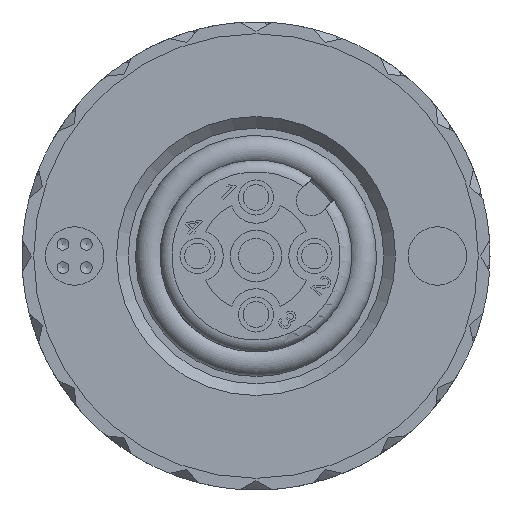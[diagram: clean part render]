
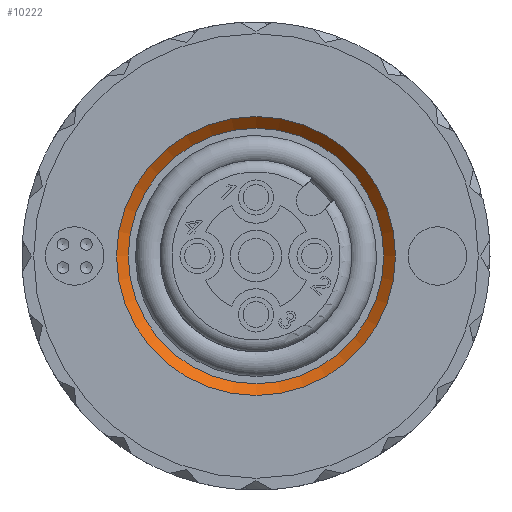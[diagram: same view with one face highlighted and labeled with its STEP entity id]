
A CAD part, front view. The second image highlights one B-rep face of the part: STEP entity #10222.
In plain terms, the highlighted conical face has half-angle 45 degrees and reference radius 5.71 mm.
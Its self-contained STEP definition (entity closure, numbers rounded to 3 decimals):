
#405 = CYLINDRICAL_SURFACE('',#406,5.46);
#406 = AXIS2_PLACEMENT_3D('',#407,#408,#409);
#407 = CARTESIAN_POINT('',(0.,-5.6,0.));
#408 = DIRECTION('',(0.,1.,0.));
#409 = DIRECTION('',(1.,0.,0.));
#1293 = PLANE('',#1294);
#1294 = AXIS2_PLACEMENT_3D('',#1295,#1296,#1297);
#1295 = CARTESIAN_POINT('',(7.48,-14.6,0.));
#1296 = DIRECTION('',(0.,-1.,0.));
#1297 = DIRECTION('',(0.,0.,1.));
#9963 = VERTEX_POINT('',#9964);
#9964 = CARTESIAN_POINT('',(5.46,-14.1,0.));
#9984 = EDGE_CURVE('',#9963,#9963,#9985,.T.);
#9985 = SURFACE_CURVE('',#9986,(#9991,#10020),.PCURVE_S1.);
#9986 = CIRCLE('',#9987,5.46);
#9987 = AXIS2_PLACEMENT_3D('',#9988,#9989,#9990);
#9988 = CARTESIAN_POINT('',(0.,-14.1,0.));
#9989 = DIRECTION('',(0.,1.,0.));
#9990 = DIRECTION('',(-1.,0.,0.));
#9991 = PCURVE('',#405,#9992);
#9992 = DEFINITIONAL_REPRESENTATION('',(#9993),#10019);
#9993 = B_SPLINE_CURVE_WITH_KNOTS('',3,(#9994,#9995,#9996,#9997,#9998,
    #9999,#10000,#10001,#10002,#10003,#10004,#10005,#10006,#10007,#10008
    ,#10009,#10010,#10011,#10012,#10013,#10014,#10015,#10016,#10017,
    #10018),.UNSPECIFIED.,.F.,.F.,(4,1,1,1,1,1,1,1,1,1,1,1,1,1,1,1,1,1,1
    ,1,1,1,4),(3.142,3.427,3.713,
    3.998,4.284,4.57,4.855,
    5.141,5.426,5.712,5.998,
    6.283,6.569,6.854,7.14,
    7.426,7.711,7.997,8.282,
    8.568,8.854,9.139,9.425),
  .QUASI_UNIFORM_KNOTS.);
#9994 = CARTESIAN_POINT('',(0.,-8.5));
#9995 = CARTESIAN_POINT('',(0.095,-8.5));
#9996 = CARTESIAN_POINT('',(0.286,-8.5));
#9997 = CARTESIAN_POINT('',(0.571,-8.5));
#9998 = CARTESIAN_POINT('',(0.857,-8.5));
#9999 = CARTESIAN_POINT('',(1.142,-8.5));
#10000 = CARTESIAN_POINT('',(1.428,-8.5));
#10001 = CARTESIAN_POINT('',(1.714,-8.5));
#10002 = CARTESIAN_POINT('',(1.999,-8.5));
#10003 = CARTESIAN_POINT('',(2.285,-8.5));
#10004 = CARTESIAN_POINT('',(2.57,-8.5));
#10005 = CARTESIAN_POINT('',(2.856,-8.5));
#10006 = CARTESIAN_POINT('',(3.142,-8.5));
#10007 = CARTESIAN_POINT('',(3.427,-8.5));
#10008 = CARTESIAN_POINT('',(3.713,-8.5));
#10009 = CARTESIAN_POINT('',(3.998,-8.5));
#10010 = CARTESIAN_POINT('',(4.284,-8.5));
#10011 = CARTESIAN_POINT('',(4.57,-8.5));
#10012 = CARTESIAN_POINT('',(4.855,-8.5));
#10013 = CARTESIAN_POINT('',(5.141,-8.5));
#10014 = CARTESIAN_POINT('',(5.426,-8.5));
#10015 = CARTESIAN_POINT('',(5.712,-8.5));
#10016 = CARTESIAN_POINT('',(5.998,-8.5));
#10017 = CARTESIAN_POINT('',(6.188,-8.5));
#10018 = CARTESIAN_POINT('',(6.283,-8.5));
#10019 = ( GEOMETRIC_REPRESENTATION_CONTEXT(2) 
PARAMETRIC_REPRESENTATION_CONTEXT() REPRESENTATION_CONTEXT('2D SPACE',''
  ) );
#10020 = PCURVE('',#10021,#10026);
#10021 = CONICAL_SURFACE('',#10022,5.71,0.785);
#10022 = AXIS2_PLACEMENT_3D('',#10023,#10024,#10025);
#10023 = CARTESIAN_POINT('',(0.,-14.35,0.));
#10024 = DIRECTION('',(0.,-1.,0.));
#10025 = DIRECTION('',(-1.,0.,0.));
#10026 = DEFINITIONAL_REPRESENTATION('',(#10027),#10053);
#10027 = B_SPLINE_CURVE_WITH_KNOTS('',3,(#10028,#10029,#10030,#10031,
    #10032,#10033,#10034,#10035,#10036,#10037,#10038,#10039,#10040,
    #10041,#10042,#10043,#10044,#10045,#10046,#10047,#10048,#10049,
    #10050,#10051,#10052),.UNSPECIFIED.,.F.,.F.,(4,1,1,1,1,1,1,1,1,1,1,1
    ,1,1,1,1,1,1,1,1,1,1,4),(3.142,3.427,3.713
    ,3.998,4.284,4.57,4.855,
    5.141,5.426,5.712,5.998,
    6.283,6.569,6.854,7.14,
    7.426,7.711,7.997,8.282,
    8.568,8.854,9.139,9.425),
  .QUASI_UNIFORM_KNOTS.);
#10028 = CARTESIAN_POINT('',(9.425,-0.25));
#10029 = CARTESIAN_POINT('',(9.33,-0.25));
#10030 = CARTESIAN_POINT('',(9.139,-0.25));
#10031 = CARTESIAN_POINT('',(8.854,-0.25));
#10032 = CARTESIAN_POINT('',(8.568,-0.25));
#10033 = CARTESIAN_POINT('',(8.282,-0.25));
#10034 = CARTESIAN_POINT('',(7.997,-0.25));
#10035 = CARTESIAN_POINT('',(7.711,-0.25));
#10036 = CARTESIAN_POINT('',(7.426,-0.25));
#10037 = CARTESIAN_POINT('',(7.14,-0.25));
#10038 = CARTESIAN_POINT('',(6.854,-0.25));
#10039 = CARTESIAN_POINT('',(6.569,-0.25));
#10040 = CARTESIAN_POINT('',(6.283,-0.25));
#10041 = CARTESIAN_POINT('',(5.998,-0.25));
#10042 = CARTESIAN_POINT('',(5.712,-0.25));
#10043 = CARTESIAN_POINT('',(5.426,-0.25));
#10044 = CARTESIAN_POINT('',(5.141,-0.25));
#10045 = CARTESIAN_POINT('',(4.855,-0.25));
#10046 = CARTESIAN_POINT('',(4.57,-0.25));
#10047 = CARTESIAN_POINT('',(4.284,-0.25));
#10048 = CARTESIAN_POINT('',(3.998,-0.25));
#10049 = CARTESIAN_POINT('',(3.713,-0.25));
#10050 = CARTESIAN_POINT('',(3.427,-0.25));
#10051 = CARTESIAN_POINT('',(3.237,-0.25));
#10052 = CARTESIAN_POINT('',(3.142,-0.25));
#10053 = ( GEOMETRIC_REPRESENTATION_CONTEXT(2) 
PARAMETRIC_REPRESENTATION_CONTEXT() REPRESENTATION_CONTEXT('2D SPACE',''
  ) );
#10177 = EDGE_CURVE('',#10178,#10178,#10180,.T.);
#10178 = VERTEX_POINT('',#10179);
#10179 = CARTESIAN_POINT('',(5.96,-14.6,0.));
#10180 = SURFACE_CURVE('',#10181,(#10186,#10193),.PCURVE_S1.);
#10181 = CIRCLE('',#10182,5.96);
#10182 = AXIS2_PLACEMENT_3D('',#10183,#10184,#10185);
#10183 = CARTESIAN_POINT('',(0.,-14.6,0.));
#10184 = DIRECTION('',(0.,-1.,0.));
#10185 = DIRECTION('',(-1.,0.,0.));
#10186 = PCURVE('',#1293,#10187);
#10187 = DEFINITIONAL_REPRESENTATION('',(#10188),#10192);
#10188 = CIRCLE('',#10189,5.96);
#10189 = AXIS2_PLACEMENT_2D('',#10190,#10191);
#10190 = CARTESIAN_POINT('',(0.,7.48));
#10191 = DIRECTION('',(0.,1.));
#10192 = ( GEOMETRIC_REPRESENTATION_CONTEXT(2) 
PARAMETRIC_REPRESENTATION_CONTEXT() REPRESENTATION_CONTEXT('2D SPACE',''
  ) );
#10193 = PCURVE('',#10021,#10194);
#10194 = DEFINITIONAL_REPRESENTATION('',(#10195),#10221);
#10195 = B_SPLINE_CURVE_WITH_KNOTS('',3,(#10196,#10197,#10198,#10199,
    #10200,#10201,#10202,#10203,#10204,#10205,#10206,#10207,#10208,
    #10209,#10210,#10211,#10212,#10213,#10214,#10215,#10216,#10217,
    #10218,#10219,#10220),.UNSPECIFIED.,.F.,.F.,(4,1,1,1,1,1,1,1,1,1,1,1
    ,1,1,1,1,1,1,1,1,1,1,4),(3.142,3.427,3.713
    ,3.998,4.284,4.57,4.855,
    5.141,5.426,5.712,5.998,
    6.283,6.569,6.854,7.14,
    7.426,7.711,7.997,8.282,
    8.568,8.854,9.139,9.425),
  .QUASI_UNIFORM_KNOTS.);
#10196 = CARTESIAN_POINT('',(3.142,0.25));
#10197 = CARTESIAN_POINT('',(3.237,0.25));
#10198 = CARTESIAN_POINT('',(3.427,0.25));
#10199 = CARTESIAN_POINT('',(3.713,0.25));
#10200 = CARTESIAN_POINT('',(3.998,0.25));
#10201 = CARTESIAN_POINT('',(4.284,0.25));
#10202 = CARTESIAN_POINT('',(4.57,0.25));
#10203 = CARTESIAN_POINT('',(4.855,0.25));
#10204 = CARTESIAN_POINT('',(5.141,0.25));
#10205 = CARTESIAN_POINT('',(5.426,0.25));
#10206 = CARTESIAN_POINT('',(5.712,0.25));
#10207 = CARTESIAN_POINT('',(5.998,0.25));
#10208 = CARTESIAN_POINT('',(6.283,0.25));
#10209 = CARTESIAN_POINT('',(6.569,0.25));
#10210 = CARTESIAN_POINT('',(6.854,0.25));
#10211 = CARTESIAN_POINT('',(7.14,0.25));
#10212 = CARTESIAN_POINT('',(7.426,0.25));
#10213 = CARTESIAN_POINT('',(7.711,0.25));
#10214 = CARTESIAN_POINT('',(7.997,0.25));
#10215 = CARTESIAN_POINT('',(8.282,0.25));
#10216 = CARTESIAN_POINT('',(8.568,0.25));
#10217 = CARTESIAN_POINT('',(8.854,0.25));
#10218 = CARTESIAN_POINT('',(9.139,0.25));
#10219 = CARTESIAN_POINT('',(9.33,0.25));
#10220 = CARTESIAN_POINT('',(9.425,0.25));
#10221 = ( GEOMETRIC_REPRESENTATION_CONTEXT(2) 
PARAMETRIC_REPRESENTATION_CONTEXT() REPRESENTATION_CONTEXT('2D SPACE',''
  ) );
#10222 = ADVANCED_FACE('',(#10223),#10021,.F.);
#10223 = FACE_BOUND('',#10224,.F.);
#10224 = EDGE_LOOP('',(#10225,#10226,#10246,#10247));
#10225 = ORIENTED_EDGE('',*,*,#9984,.F.);
#10226 = ORIENTED_EDGE('',*,*,#10227,.T.);
#10227 = EDGE_CURVE('',#9963,#10178,#10228,.T.);
#10228 = SEAM_CURVE('',#10229,(#10232,#10239),.PCURVE_S1.);
#10229 = B_SPLINE_CURVE_WITH_KNOTS('',1,(#10230,#10231),.UNSPECIFIED.,
  .F.,.F.,(2,2),(-0.354,0.354),
  .PIECEWISE_BEZIER_KNOTS.);
#10230 = CARTESIAN_POINT('',(5.46,-14.1,0.)
  );
#10231 = CARTESIAN_POINT('',(5.96,-14.6,
    0.));
#10232 = PCURVE('',#10021,#10233);
#10233 = DEFINITIONAL_REPRESENTATION('',(#10234),#10238);
#10234 = LINE('',#10235,#10236);
#10235 = CARTESIAN_POINT('',(9.425,0.));
#10236 = VECTOR('',#10237,1.);
#10237 = DIRECTION('',(0.,1.));
#10238 = ( GEOMETRIC_REPRESENTATION_CONTEXT(2) 
PARAMETRIC_REPRESENTATION_CONTEXT() REPRESENTATION_CONTEXT('2D SPACE',''
  ) );
#10239 = PCURVE('',#10021,#10240);
#10240 = DEFINITIONAL_REPRESENTATION('',(#10241),#10245);
#10241 = LINE('',#10242,#10243);
#10242 = CARTESIAN_POINT('',(3.142,0.));
#10243 = VECTOR('',#10244,1.);
#10244 = DIRECTION('',(0.,1.));
#10245 = ( GEOMETRIC_REPRESENTATION_CONTEXT(2) 
PARAMETRIC_REPRESENTATION_CONTEXT() REPRESENTATION_CONTEXT('2D SPACE',''
  ) );
#10246 = ORIENTED_EDGE('',*,*,#10177,.F.);
#10247 = ORIENTED_EDGE('',*,*,#10227,.F.);
